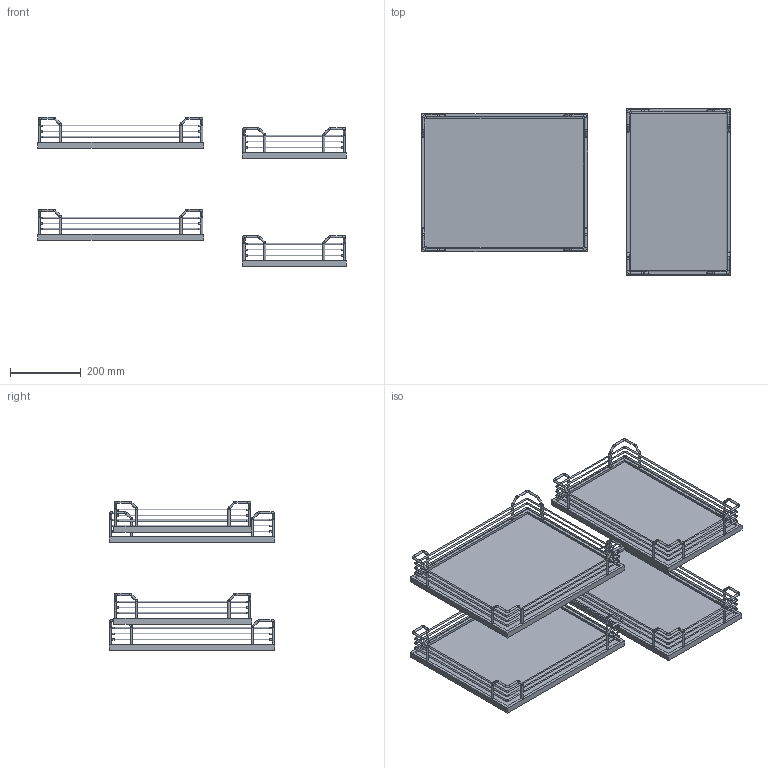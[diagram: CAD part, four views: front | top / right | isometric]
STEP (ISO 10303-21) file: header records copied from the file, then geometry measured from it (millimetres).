
FILE_DESCRIPTION(/* description */ (''),/* implementation_level */ '2;1');
FILE_NAME(/* name */ '3D_300-0383-XX.sat.ipt.stp',/* time_stamp */ '2022-07-18T16:47:05+02:00',/* author */ (''),/* organization */ (''),/* preprocessor_version */ 'ST-DEVELOPER v18.1',/* originating_system */ 'Autodesk Inventor 2021',/* authorisation */ '');
FILE_SCHEMA (('CONFIG_CONTROL_DESIGN'));
Length unit declared in the file: millimetre
Products named in the file (1): 3D_300-0383-XX.sat
Bounding box: 874.43 x 470 x 423.45 mm (x, y, z)
Volume: 7132041.5 mm3; surface area: 1742557.9 mm2
Topology: 16 solids, 16 shells, 316 faces, 1072 edges, 736 vertices
Faces by surface type: cylinder 144, torus 128, plane 44
Full cylindrical faces by diameter (mm): 4 x48, 6 x96
Entity records: 12319 total; most frequent: DIRECTION 2410, ORIENTED_EDGE 2144, CARTESIAN_POINT 2125, EDGE_CURVE 1072, AXIS2_PLACEMENT_3D 1021, VERTEX_POINT 736, CIRCLE 704, LINE 368
